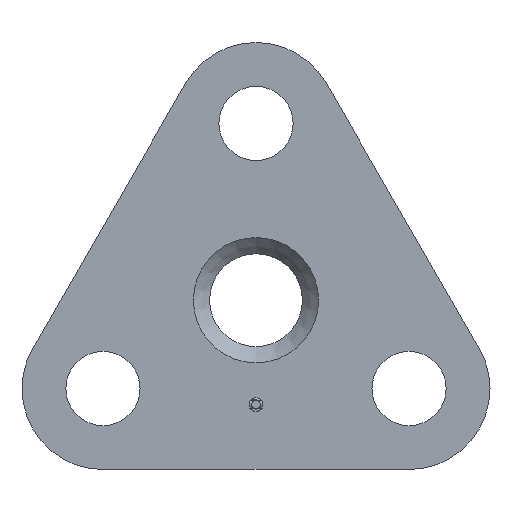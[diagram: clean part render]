
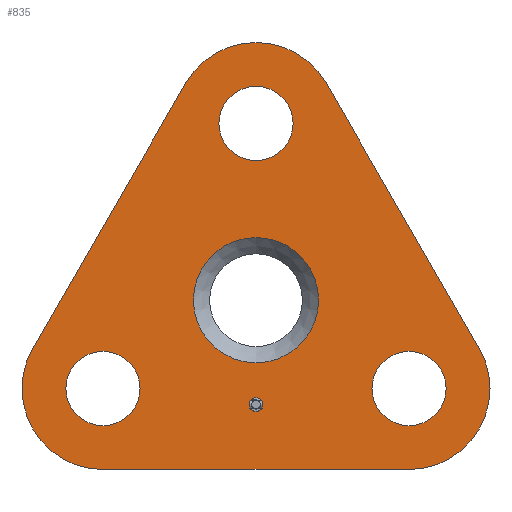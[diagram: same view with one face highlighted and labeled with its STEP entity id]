
A CAD part, front view. The second image highlights one B-rep face of the part: STEP entity #835.
In plain terms, the highlighted planar face has unit normal (0, -1, 0).
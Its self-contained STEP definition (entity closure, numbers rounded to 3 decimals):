
#47=FACE_BOUND('',#213,.T.);
#48=FACE_BOUND('',#214,.T.);
#49=FACE_BOUND('',#215,.T.);
#50=FACE_BOUND('',#216,.T.);
#51=FACE_BOUND('',#217,.T.);
#69=LINE('',#1401,#105);
#74=LINE('',#1414,#110);
#77=LINE('',#1421,#113);
#105=VECTOR('',#1095,10.);
#110=VECTOR('',#1110,10.);
#113=VECTOR('',#1119,10.);
#134=PLANE('',#933);
#163=FACE_OUTER_BOUND('',#212,.T.);
#212=EDGE_LOOP('',(#618,#619,#620,#621,#622,#623));
#213=EDGE_LOOP('',(#624));
#214=EDGE_LOOP('',(#625,#626));
#215=EDGE_LOOP('',(#627));
#216=EDGE_LOOP('',(#628));
#217=EDGE_LOOP('',(#629));
#265=CIRCLE('',#904,0.3);
#274=CIRCLE('',#916,2.7);
#275=CIRCLE('',#917,2.7);
#276=CIRCLE('',#919,1.6);
#277=CIRCLE('',#921,1.6);
#278=CIRCLE('',#923,1.6);
#279=CIRCLE('',#926,3.49);
#280=CIRCLE('',#928,3.49);
#281=CIRCLE('',#931,3.49);
#351=VERTEX_POINT('',#1357);
#360=VERTEX_POINT('',#1381);
#361=VERTEX_POINT('',#1383);
#362=VERTEX_POINT('',#1387);
#363=VERTEX_POINT('',#1391);
#364=VERTEX_POINT('',#1395);
#365=VERTEX_POINT('',#1399);
#366=VERTEX_POINT('',#1400);
#367=VERTEX_POINT('',#1405);
#368=VERTEX_POINT('',#1409);
#369=VERTEX_POINT('',#1413);
#370=VERTEX_POINT('',#1417);
#435=EDGE_CURVE('',#351,#351,#265,.T.);
#447=EDGE_CURVE('',#361,#360,#274,.T.);
#448=EDGE_CURVE('',#360,#361,#275,.T.);
#450=EDGE_CURVE('',#362,#362,#276,.T.);
#452=EDGE_CURVE('',#363,#363,#277,.T.);
#454=EDGE_CURVE('',#364,#364,#278,.T.);
#455=EDGE_CURVE('',#365,#366,#69,.T.);
#458=EDGE_CURVE('',#367,#365,#279,.T.);
#460=EDGE_CURVE('',#366,#368,#280,.T.);
#462=EDGE_CURVE('',#369,#367,#74,.T.);
#464=EDGE_CURVE('',#370,#369,#281,.T.);
#466=EDGE_CURVE('',#368,#370,#77,.T.);
#618=ORIENTED_EDGE('',*,*,#460,.T.);
#619=ORIENTED_EDGE('',*,*,#466,.T.);
#620=ORIENTED_EDGE('',*,*,#464,.T.);
#621=ORIENTED_EDGE('',*,*,#462,.T.);
#622=ORIENTED_EDGE('',*,*,#458,.T.);
#623=ORIENTED_EDGE('',*,*,#455,.T.);
#624=ORIENTED_EDGE('',*,*,#435,.T.);
#625=ORIENTED_EDGE('',*,*,#447,.T.);
#626=ORIENTED_EDGE('',*,*,#448,.T.);
#627=ORIENTED_EDGE('',*,*,#450,.T.);
#628=ORIENTED_EDGE('',*,*,#452,.T.);
#629=ORIENTED_EDGE('',*,*,#454,.T.);
#835=ADVANCED_FACE('',(#163,#47,#48,#49,#50,#51),#134,.T.);
#904=AXIS2_PLACEMENT_3D('',#1359,#1047,#1048);
#916=AXIS2_PLACEMENT_3D('',#1384,#1074,#1075);
#917=AXIS2_PLACEMENT_3D('',#1385,#1076,#1077);
#919=AXIS2_PLACEMENT_3D('',#1389,#1081,#1082);
#921=AXIS2_PLACEMENT_3D('',#1393,#1086,#1087);
#923=AXIS2_PLACEMENT_3D('',#1397,#1091,#1092);
#926=AXIS2_PLACEMENT_3D('',#1406,#1100,#1101);
#928=AXIS2_PLACEMENT_3D('',#1410,#1105,#1106);
#931=AXIS2_PLACEMENT_3D('',#1418,#1114,#1115);
#933=AXIS2_PLACEMENT_3D('',#1422,#1120,#1121);
#1047=DIRECTION('center_axis',(0.,1.,0.));
#1048=DIRECTION('ref_axis',(-1.,0.,0.));
#1074=DIRECTION('center_axis',(0.,1.,0.));
#1075=DIRECTION('ref_axis',(0.,0.,1.));
#1076=DIRECTION('center_axis',(0.,1.,0.));
#1077=DIRECTION('ref_axis',(0.,0.,1.));
#1081=DIRECTION('center_axis',(0.,1.,0.));
#1082=DIRECTION('ref_axis',(0.5,0.,-0.866));
#1086=DIRECTION('center_axis',(0.,1.,0.));
#1087=DIRECTION('ref_axis',(0.5,0.,0.866));
#1091=DIRECTION('center_axis',(0.,1.,0.));
#1092=DIRECTION('ref_axis',(-1.,0.,0.));
#1095=DIRECTION('',(1.,0.,0.));
#1100=DIRECTION('center_axis',(0.,-1.,0.));
#1101=DIRECTION('ref_axis',(0.,0.,-1.));
#1105=DIRECTION('center_axis',(0.,-1.,0.));
#1106=DIRECTION('ref_axis',(0.866,0.,0.5));
#1110=DIRECTION('',(-0.5,0.,-0.866));
#1114=DIRECTION('center_axis',(0.,-1.,0.));
#1115=DIRECTION('ref_axis',(-0.866,0.,0.5));
#1119=DIRECTION('',(-0.5,0.,0.866));
#1120=DIRECTION('center_axis',(0.,-1.,0.));
#1121=DIRECTION('ref_axis',(0.,0.,-1.));
#1357=CARTESIAN_POINT('',(0.3,0.,-4.5));
#1359=CARTESIAN_POINT('Origin',(0.,0.,-4.5));
#1381=CARTESIAN_POINT('',(0.,0.,-2.7));
#1383=CARTESIAN_POINT('',(0.,0.,2.7));
#1384=CARTESIAN_POINT('Origin',(0.,0.,0.));
#1385=CARTESIAN_POINT('Origin',(0.,0.,0.));
#1387=CARTESIAN_POINT('',(-7.399,0.,-2.424));
#1389=CARTESIAN_POINT('Origin',(-6.599,0.,-3.81));
#1391=CARTESIAN_POINT('',(5.799,0.,-5.196));
#1393=CARTESIAN_POINT('Origin',(6.599,0.,-3.81));
#1395=CARTESIAN_POINT('',(1.6,0.,7.62));
#1397=CARTESIAN_POINT('Origin',(0.,0.,7.62));
#1399=CARTESIAN_POINT('',(-6.599,0.,-7.3));
#1400=CARTESIAN_POINT('',(6.599,0.,-7.3));
#1401=CARTESIAN_POINT('',(-3.3,0.,-7.3));
#1405=CARTESIAN_POINT('',(-9.622,0.,-2.065));
#1406=CARTESIAN_POINT('Origin',(-6.599,0.,-3.81));
#1409=CARTESIAN_POINT('',(9.622,0.,-2.065));
#1410=CARTESIAN_POINT('Origin',(6.599,0.,-3.81));
#1413=CARTESIAN_POINT('',(-3.022,0.,9.365));
#1414=CARTESIAN_POINT('',(-2.267,0.,10.674));
#1417=CARTESIAN_POINT('',(3.022,0.,9.365));
#1418=CARTESIAN_POINT('Origin',(0.,0.,7.62));
#1421=CARTESIAN_POINT('',(5.566,0.,4.959));
#1422=CARTESIAN_POINT('Origin',(0.,0.,11.11));
